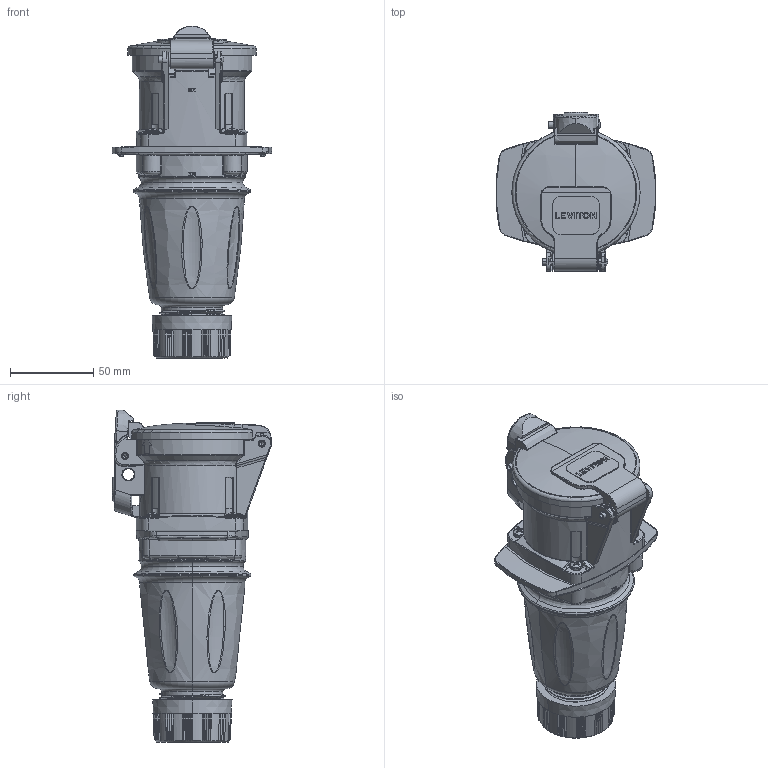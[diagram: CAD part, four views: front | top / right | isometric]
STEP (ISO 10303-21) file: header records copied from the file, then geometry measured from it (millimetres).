
FILE_DESCRIPTION (( 'STEP AP214' ), '1' );
FILE_NAME ('ORC6798-M01.STEP', '2025-09-11T15:55:15', ( '' ), ( '' ), 'SwSTEP 2.0', 'SolidWorks 2024', '' );
FILE_SCHEMA (( 'AUTOMOTIVE_DESIGN' ));
Length unit declared in the file: inch
Products named in the file (1): ORC6798-M01
Bounding box: 95.93 x 95.44 x 199.19 mm (x, y, z)
Volume: 564276.1 mm3; surface area: 76459 mm2
Topology: 4 solids, 18 shells, 2033 faces, 5141 edges, 3104 vertices
Faces by surface type: bspline 545, cylinder 523, plane 426, torus 249, cone 205, sphere 85
Entity records: 252679 total; most frequent: CARTESIAN_POINT 209342, ORIENTED_EDGE 10120, DIRECTION 7685, EDGE_CURVE 5060, AXIS2_PLACEMENT_3D 3155, VERTEX_POINT 3103, EDGE_LOOP 2105, ADVANCED_FACE 2033
